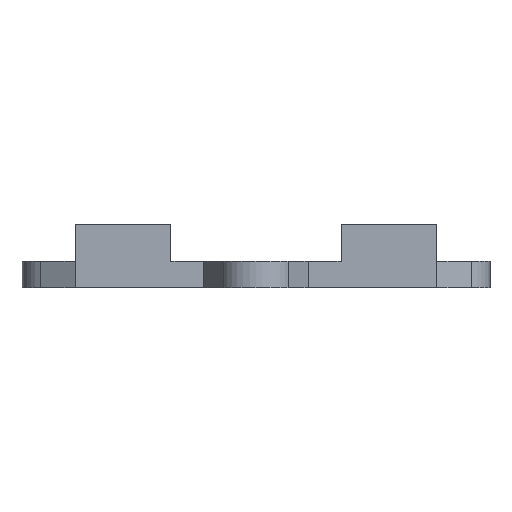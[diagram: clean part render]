
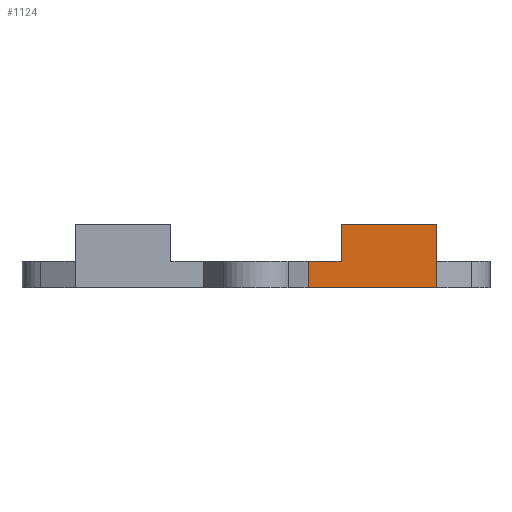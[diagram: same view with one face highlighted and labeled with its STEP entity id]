
A CAD part, front view. The second image highlights one B-rep face of the part: STEP entity #1124.
In plain terms, the highlighted planar face has unit normal (0, -1, 0).
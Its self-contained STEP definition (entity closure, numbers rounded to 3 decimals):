
#58=PLANE('',#1212);
#112=FACE_OUTER_BOUND('',#174,.T.);
#174=EDGE_LOOP('',(#957,#958,#959,#960,#961,#962));
#214=LINE('',#1575,#354);
#287=LINE('',#1746,#427);
#291=LINE('',#1752,#431);
#304=LINE('',#1779,#444);
#305=LINE('',#1781,#445);
#306=LINE('',#1782,#446);
#354=VECTOR('',#1266,10.);
#427=VECTOR('',#1413,10.);
#431=VECTOR('',#1419,10.);
#444=VECTOR('',#1448,10.);
#445=VECTOR('',#1449,10.);
#446=VECTOR('',#1450,10.);
#517=VERTEX_POINT('',#1572);
#518=VERTEX_POINT('',#1574);
#578=VERTEX_POINT('',#1743);
#579=VERTEX_POINT('',#1745);
#586=VERTEX_POINT('',#1778);
#587=VERTEX_POINT('',#1780);
#622=EDGE_CURVE('',#517,#518,#214,.T.);
#707=EDGE_CURVE('',#578,#579,#287,.T.);
#711=EDGE_CURVE('',#518,#578,#291,.T.);
#724=EDGE_CURVE('',#586,#517,#304,.T.);
#725=EDGE_CURVE('',#587,#586,#305,.T.);
#726=EDGE_CURVE('',#587,#579,#306,.T.);
#957=ORIENTED_EDGE('',*,*,#622,.F.);
#958=ORIENTED_EDGE('',*,*,#724,.F.);
#959=ORIENTED_EDGE('',*,*,#725,.F.);
#960=ORIENTED_EDGE('',*,*,#726,.T.);
#961=ORIENTED_EDGE('',*,*,#707,.F.);
#962=ORIENTED_EDGE('',*,*,#711,.F.);
#1124=ADVANCED_FACE('',(#112),#58,.T.);
#1212=AXIS2_PLACEMENT_3D('',#1777,#1446,#1447);
#1266=DIRECTION('',(1.,0.,0.));
#1413=DIRECTION('',(1.,0.,0.));
#1419=DIRECTION('',(0.,0.,1.));
#1446=DIRECTION('center_axis',(0.,-1.,0.));
#1447=DIRECTION('ref_axis',(1.,0.,0.));
#1448=DIRECTION('',(0.,0.,1.));
#1449=DIRECTION('',(-1.,0.,0.));
#1450=DIRECTION('',(0.,0.,1.));
#1572=CARTESIAN_POINT('',(-20.185,-118.,5.));
#1574=CARTESIAN_POINT('',(-14.,-118.,5.));
#1575=CARTESIAN_POINT('',(4.,-118.,5.));
#1743=CARTESIAN_POINT('',(-14.,-118.,12.));
#1745=CARTESIAN_POINT('',(4.,-118.,12.));
#1746=CARTESIAN_POINT('',(4.,-118.,12.));
#1752=CARTESIAN_POINT('',(-14.,-118.,0.));
#1777=CARTESIAN_POINT('Origin',(-20.185,-118.,0.));
#1778=CARTESIAN_POINT('',(-20.185,-118.,0.));
#1779=CARTESIAN_POINT('',(-20.185,-118.,0.));
#1780=CARTESIAN_POINT('',(4.,-118.,0.));
#1781=CARTESIAN_POINT('',(4.,-118.,0.));
#1782=CARTESIAN_POINT('',(4.,-118.,0.));
